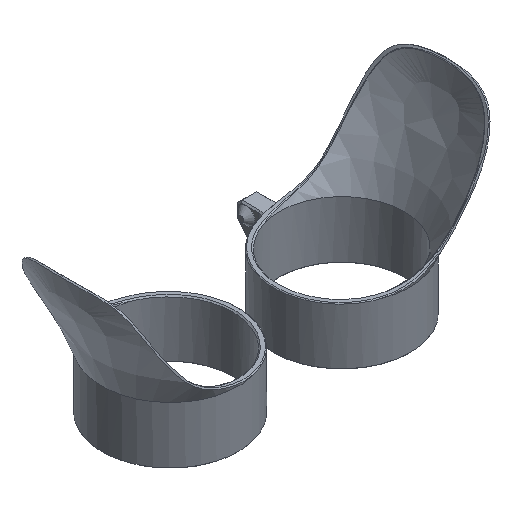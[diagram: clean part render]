
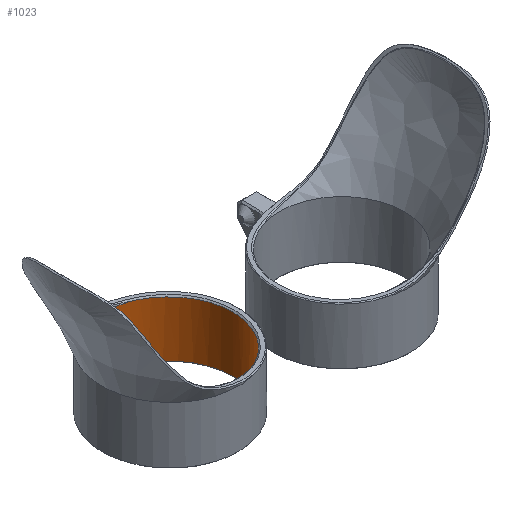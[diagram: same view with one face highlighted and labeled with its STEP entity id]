
A CAD part, isometric view. The second image highlights one B-rep face of the part: STEP entity #1023.
In plain terms, the highlighted cylindrical face has radius 21.85 mm (diameter 43.7 mm), a full revolution.
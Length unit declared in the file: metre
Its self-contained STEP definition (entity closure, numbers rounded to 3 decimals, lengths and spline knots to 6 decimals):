
#63=B_SPLINE_CURVE_WITH_KNOTS('',3,(#3880,#3881,#3882,#3883,#3884,#3885,
#3886,#3887,#3888,#3889,#3890,#3891,#3892,#3893,#3894,#3895,#3896,#3897,
#3898,#3899,#3900,#3901,#3902,#3903,#3904,#3905,#3906,#3907,#3908,#3909,
#3910,#3911,#3912,#3913,#3914,#3915,#3916,#3917,#3918,#3919,#3920,#3921,
#3922,#3923,#3924,#3925,#3926,#3927,#3928,#3929,#3930,#3931,#3932,#3933,
#3934,#3935,#3936,#3937,#3938,#3939,#3940,#3941,#3942,#3943,#3944,#3945,
#3946,#3947,#3948,#3949,#3950,#3951,#3952,#3953,#3954,#3955,#3956,#3957,
#3958,#3959,#3960,#3961,#3962,#3963,#3964,#3965,#3966,#3967,#3968,#3969,
#3970,#3971,#3972,#3973,#3974,#3975,#3976,#3977),.UNSPECIFIED.,.F.,.F.,
(4,1,1,1,1,1,1,1,1,1,1,1,1,1,1,1,1,1,1,1,1,1,1,1,1,1,1,1,1,1,1,1,1,1,1,
1,1,1,1,1,1,1,1,1,1,1,1,1,1,1,1,1,1,1,1,1,1,1,1,1,1,1,1,1,1,1,1,1,1,1,1,
1,1,1,1,1,1,1,1,1,1,1,1,1,1,1,1,1,1,1,1,1,1,1,1,4),(0.,0.007813,0.015625,
0.023438,0.027344,0.029297,0.03125,0.033203,0.035156,0.039063,
0.046875,0.054688,0.0625,0.078125,0.09375,0.109375,0.117188,0.125,0.132813,
0.140625,0.15625,0.1875,0.203125,0.21875,0.234375,0.242188,0.25,0.257813,
0.265625,0.28125,0.3125,0.34375,0.359375,0.375,0.390625,0.40625,0.4375,
0.453125,0.46875,0.476563,0.484375,0.492188,0.496094,0.498047,0.5,
0.501953,0.503906,0.507813,0.515625,0.523438,0.53125,0.546875,0.5625,
0.59375,0.625,0.65625,0.671875,0.6875,0.703125,0.71875,0.726563,0.734375,
0.742188,0.746094,0.748047,0.75,0.751953,0.753906,0.757813,
0.765625,0.773438,0.78125,0.796875,0.8125,0.84375,0.859375,0.867188,0.871094,
0.875,0.878906,0.882813,0.890625,0.90625,0.921875,0.9375,0.953125,0.960938,
0.964844,0.966797,0.96875,0.970703,0.972656,0.976563,0.984375,
0.992188,1.),.UNSPECIFIED.);
#79=CYLINDRICAL_SURFACE('',#1137,0.02185);
#104=CIRCLE('',#1138,0.02185);
#105=CIRCLE('',#1139,0.02185);
#275=ORIENTED_EDGE('',*,*,#482,.T.);
#276=ORIENTED_EDGE('',*,*,#483,.F.);
#277=ORIENTED_EDGE('',*,*,#484,.T.);
#482=EDGE_CURVE('',#595,#595,#104,.F.);
#483=EDGE_CURVE('',#596,#597,#105,.T.);
#484=EDGE_CURVE('',#596,#597,#63,.T.);
#595=VERTEX_POINT('',#3876);
#596=VERTEX_POINT('',#3878);
#597=VERTEX_POINT('',#3879);
#810=EDGE_LOOP('',(#275));
#811=EDGE_LOOP('',(#276,#277));
#904=FACE_BOUND('',#810,.T.);
#905=FACE_BOUND('',#811,.T.);
#1023=ADVANCED_FACE('',(#904,#905),#79,.F.);
#1137=AXIS2_PLACEMENT_3D('',#3874,#1336,#1337);
#1138=AXIS2_PLACEMENT_3D('',#3875,#1338,#1339);
#1139=AXIS2_PLACEMENT_3D('',#3877,#1340,#1341);
#1336=DIRECTION('',(0.,0.,-1.));
#1337=DIRECTION('',(-1.,0.,0.));
#1338=DIRECTION('',(0.,0.,1.));
#1339=DIRECTION('',(1.,0.,0.));
#1340=DIRECTION('',(0.,0.,-1.));
#1341=DIRECTION('',(-1.,0.,0.));
#3874=CARTESIAN_POINT('',(0.,0.,0.031776));
#3875=CARTESIAN_POINT('',(0.,0.,0.0002));
#3876=CARTESIAN_POINT('',(0.02185,0.,0.0002));
#3877=CARTESIAN_POINT('',(0.,0.,0.02));
#3878=CARTESIAN_POINT('',(0.006599,-0.02083,0.02));
#3879=CARTESIAN_POINT('',(0.006624,0.020822,0.02));
#3880=CARTESIAN_POINT('',(0.006599,-0.02083,0.02));
#3881=CARTESIAN_POINT('',(0.006624,-0.020822,0.019996));
#3882=CARTESIAN_POINT('',(0.006731,-0.020788,0.019986));
#3883=CARTESIAN_POINT('',(0.007059,-0.02068,0.019964));
#3884=CARTESIAN_POINT('',(0.007466,-0.020537,0.01994));
#3885=CARTESIAN_POINT('',(0.007827,-0.020401,0.019919));
#3886=CARTESIAN_POINT('',(0.008041,-0.020317,0.019907));
#3887=CARTESIAN_POINT('',(0.008243,-0.020236,0.019896));
#3888=CARTESIAN_POINT('',(0.008335,-0.020198,0.019891));
#3889=CARTESIAN_POINT('',(0.008492,-0.020133,0.019882));
#3890=CARTESIAN_POINT('',(0.008741,-0.020026,0.019869));
#3891=CARTESIAN_POINT('',(0.009084,-0.019874,0.019851));
#3892=CARTESIAN_POINT('',(0.009461,-0.019697,0.019832));
#3893=CARTESIAN_POINT('',(0.009899,-0.019482,0.019811));
#3894=CARTESIAN_POINT('',(0.01051,-0.019162,0.019785));
#3895=CARTESIAN_POINT('',(0.011236,-0.018746,0.019758));
#3896=CARTESIAN_POINT('',(0.011863,-0.018353,0.019736));
#3897=CARTESIAN_POINT('',(0.012357,-0.018022,0.019721));
#3898=CARTESIAN_POINT('',(0.012761,-0.017738,0.019709));
#3899=CARTESIAN_POINT('',(0.013049,-0.017527,0.019701));
#3900=CARTESIAN_POINT('',(0.013474,-0.017204,0.01969));
#3901=CARTESIAN_POINT('',(0.0142,-0.016622,0.019672));
#3902=CARTESIAN_POINT('',(0.015032,-0.015876,0.019655));
#3903=CARTESIAN_POINT('',(0.015847,-0.015052,0.019642));
#3904=CARTESIAN_POINT('',(0.016447,-0.014395,0.019633));
#3905=CARTESIAN_POINT('',(0.016938,-0.013809,0.019628));
#3906=CARTESIAN_POINT('',(0.017316,-0.013328,0.019624));
#3907=CARTESIAN_POINT('',(0.017614,-0.012932,0.019622));
#3908=CARTESIAN_POINT('',(0.017836,-0.012624,0.01962));
#3909=CARTESIAN_POINT('',(0.018151,-0.01217,0.019618));
#3910=CARTESIAN_POINT('',(0.018674,-0.011368,0.019615));
#3911=CARTESIAN_POINT('',(0.019378,-0.010143,0.019612));
#3912=CARTESIAN_POINT('',(0.02,-0.008835,0.019611));
#3913=CARTESIAN_POINT('',(0.020445,-0.007726,0.019611));
#3914=CARTESIAN_POINT('',(0.020741,-0.006895,0.019612));
#3915=CARTESIAN_POINT('',(0.021034,-0.005942,0.019613));
#3916=CARTESIAN_POINT('',(0.021344,-0.004742,0.019614));
#3917=CARTESIAN_POINT('',(0.02157,-0.003566,0.019615));
#3918=CARTESIAN_POINT('',(0.021718,-0.002442,0.019616));
#3919=CARTESIAN_POINT('',(0.021782,-0.00176,0.019616));
#3920=CARTESIAN_POINT('',(0.021817,-0.001228,0.019616));
#3921=CARTESIAN_POINT('',(0.021835,-0.000837,0.019616));
#3922=CARTESIAN_POINT('',(0.021845,-0.000511,0.019616));
#3923=CARTESIAN_POINT('',(0.021848,-0.000297,0.019616));
#3924=CARTESIAN_POINT('',(0.021849,-0.00016,0.019616));
#3925=CARTESIAN_POINT('',(0.02185,-0.0001,0.019616));
#3926=CARTESIAN_POINT('',(0.02185,0.000123,0.019616));
#3927=CARTESIAN_POINT('',(0.021848,0.000361,0.019616));
#3928=CARTESIAN_POINT('',(0.021838,0.000801,0.019615));
#3929=CARTESIAN_POINT('',(0.021809,0.001402,0.019615));
#3930=CARTESIAN_POINT('',(0.021752,0.002107,0.019615));
#3931=CARTESIAN_POINT('',(0.021649,0.003015,0.019615));
#3932=CARTESIAN_POINT('',(0.021476,0.004094,0.019615));
#3933=CARTESIAN_POINT('',(0.021121,0.005695,0.019615));
#3934=CARTESIAN_POINT('',(0.020571,0.007461,0.019615));
#3935=CARTESIAN_POINT('',(0.01984,0.009207,0.019616));
#3936=CARTESIAN_POINT('',(0.019242,0.010369,0.019617));
#3937=CARTESIAN_POINT('',(0.018803,0.011135,0.019618));
#3938=CARTESIAN_POINT('',(0.0185,0.01163,0.019619));
#3939=CARTESIAN_POINT('',(0.018229,0.01205,0.01962));
#3940=CARTESIAN_POINT('',(0.018033,0.012339,0.01962));
#3941=CARTESIAN_POINT('',(0.017897,0.012535,0.019621));
#3942=CARTESIAN_POINT('',(0.017806,0.012664,0.019622));
#3943=CARTESIAN_POINT('',(0.017737,0.012761,0.019622));
#3944=CARTESIAN_POINT('',(0.017699,0.012813,0.019622));
#3945=CARTESIAN_POINT('',(0.017669,0.012854,0.019623));
#3946=CARTESIAN_POINT('',(0.017676,0.012845,0.019623));
#3947=CARTESIAN_POINT('',(0.017574,0.012983,0.019624));
#3948=CARTESIAN_POINT('',(0.017477,0.013115,0.019625));
#3949=CARTESIAN_POINT('',(0.017288,0.013364,0.019627));
#3950=CARTESIAN_POINT('',(0.017026,0.013698,0.01963));
#3951=CARTESIAN_POINT('',(0.016706,0.014086,0.019633));
#3952=CARTESIAN_POINT('',(0.016281,0.014579,0.019639));
#3953=CARTESIAN_POINT('',(0.015749,0.015155,0.019646));
#3954=CARTESIAN_POINT('',(0.014908,0.015993,0.01966));
#3955=CARTESIAN_POINT('',(0.014094,0.01671,0.019676));
#3956=CARTESIAN_POINT('',(0.013416,0.017249,0.019692));
#3957=CARTESIAN_POINT('',(0.013093,0.017494,0.0197));
#3958=CARTESIAN_POINT('',(0.012904,0.017633,0.019705));
#3959=CARTESIAN_POINT('',(0.012787,0.017718,0.019708));
#3960=CARTESIAN_POINT('',(0.012583,0.017864,0.019714));
#3961=CARTESIAN_POINT('',(0.012341,0.018032,0.019721));
#3962=CARTESIAN_POINT('',(0.011904,0.018327,0.019735));
#3963=CARTESIAN_POINT('',(0.011289,0.018715,0.019756));
#3964=CARTESIAN_POINT('',(0.010544,0.019144,0.019785));
#3965=CARTESIAN_POINT('',(0.009836,0.019517,0.019815));
#3966=CARTESIAN_POINT('',(0.009162,0.01984,0.019847));
#3967=CARTESIAN_POINT('',(0.008702,0.020043,0.019871));
#3968=CARTESIAN_POINT('',(0.008478,0.020138,0.019883));
#3969=CARTESIAN_POINT('',(0.008339,0.020196,0.019891));
#3970=CARTESIAN_POINT('',(0.008268,0.020226,0.019895));
#3971=CARTESIAN_POINT('',(0.008068,0.020306,0.019906));
#3972=CARTESIAN_POINT('',(0.007862,0.020387,0.019918));
#3973=CARTESIAN_POINT('',(0.00751,0.020521,0.019938));
#3974=CARTESIAN_POINT('',(0.00711,0.020662,0.019962));
#3975=CARTESIAN_POINT('',(0.006777,0.020773,0.019985));
#3976=CARTESIAN_POINT('',(0.006658,0.020811,0.019996));
#3977=CARTESIAN_POINT('',(0.006624,0.020822,0.02));
